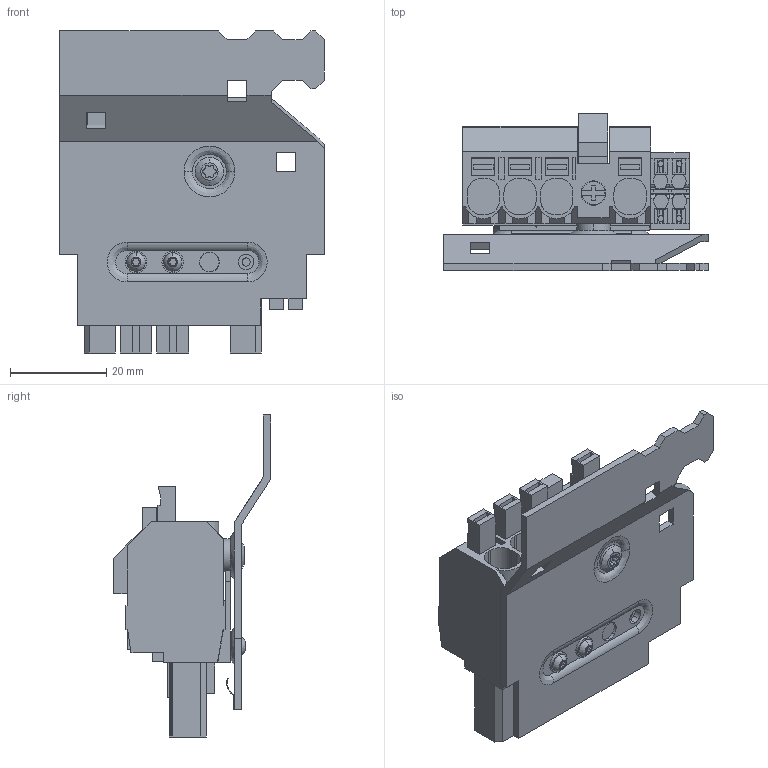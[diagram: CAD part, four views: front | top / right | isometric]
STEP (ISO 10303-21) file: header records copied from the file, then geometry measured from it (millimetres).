
FILE_DESCRIPTION(('CATIA V5 STEP','CAx-IF Rec.Pracs.--- Model Styling and Organization---1.4--- 2014-01-23'),'2;1');
FILE_NAME ('356516-5_1_2633400000_2633400000.stp','2023-09-12T07:25:33+00:00',('none'),('Weidmueller'),'CATIA Version 5-6 Release 2016 SP3 HF44','CATIA V5 STEP AP214','none');
FILE_SCHEMA(('AUTOMOTIVE_DESIGN { 1 0 10303 214 1 1 1 1 }'));
Length unit declared in the file: millimetre
Products named in the file (1): 2633400000
Bounding box: 55 x 32.65 x 66.9 mm (x, y, z)
Volume: 29631.1 mm3; surface area: 22054.5 mm2
Topology: 16 solids, 16 shells, 988 faces, 2839 edges, 1931 vertices
Faces by surface type: plane 790, cylinder 141, bspline 44, cone 6, sphere 6, torus 1
Entity records: 36191 total; most frequent: CARTESIAN_POINT 11045, ORIENTED_EDGE 5678, DIRECTION 3908, EDGE_CURVE 2839, VECTOR 2239, LINE 2239, VERTEX_POINT 1931, EDGE_LOOP 1068
